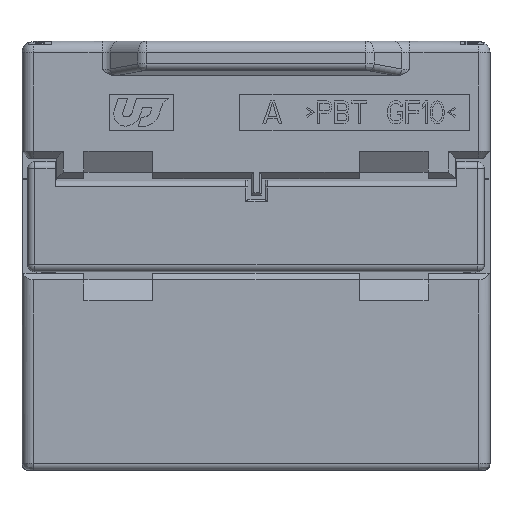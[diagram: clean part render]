
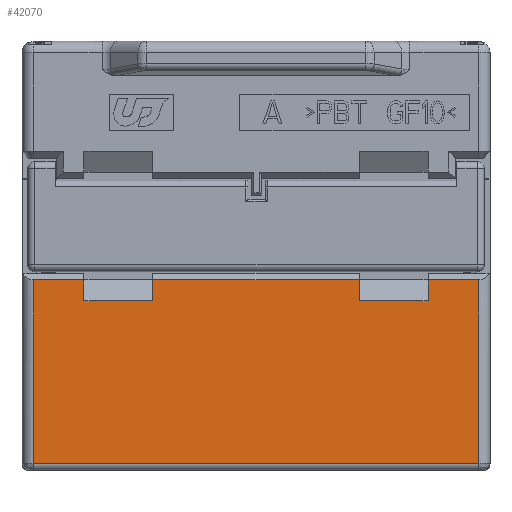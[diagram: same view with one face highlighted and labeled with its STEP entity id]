
A CAD part, top view. The second image highlights one B-rep face of the part: STEP entity #42070.
In plain terms, the highlighted planar face has unit normal (0, 0, 1).
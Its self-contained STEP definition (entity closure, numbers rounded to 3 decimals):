
#13596=DIRECTION('',(0.,1.,0.));
#13597=VECTOR('',#13596,0.9);
#13598=CARTESIAN_POINT('',(-4.5,7.4,4.2));
#13599=LINE('',#13598,#13597);
#13600=DIRECTION('',(1.,0.,0.));
#13601=VECTOR('',#13600,9.);
#13602=CARTESIAN_POINT('',(-4.5,8.3,4.2));
#13603=LINE('',#13602,#13601);
#13604=DIRECTION('',(0.,1.,0.));
#13605=VECTOR('',#13604,0.9);
#13606=CARTESIAN_POINT('',(4.5,7.4,4.2));
#13607=LINE('',#13606,#13605);
#13608=DIRECTION('',(1.,0.,0.));
#13609=VECTOR('',#13608,3.);
#13610=CARTESIAN_POINT('',(4.5,7.4,4.2));
#13611=LINE('',#13610,#13609);
#13612=DIRECTION('',(0.,1.,0.));
#13613=VECTOR('',#13612,0.9);
#13614=CARTESIAN_POINT('',(7.5,7.4,4.2));
#13615=LINE('',#13614,#13613);
#13616=DIRECTION('',(1.,0.,0.));
#13617=VECTOR('',#13616,2.2);
#13618=CARTESIAN_POINT('',(7.5,8.3,4.2));
#13619=LINE('',#13618,#13617);
#13620=DIRECTION('',(0.,-1.,0.));
#13621=VECTOR('',#13620,8.);
#13622=CARTESIAN_POINT('',(9.7,8.3,4.2));
#13623=LINE('',#13622,#13621);
#13624=DIRECTION('',(-1.,0.,0.));
#13625=VECTOR('',#13624,19.4);
#13626=CARTESIAN_POINT('',(9.7,0.3,4.2));
#13627=LINE('',#13626,#13625);
#13628=DIRECTION('',(0.,-1.,0.));
#13629=VECTOR('',#13628,8.);
#13630=CARTESIAN_POINT('',(-9.7,8.3,4.2));
#13631=LINE('',#13630,#13629);
#13632=DIRECTION('',(1.,0.,0.));
#13633=VECTOR('',#13632,2.2);
#13634=CARTESIAN_POINT('',(-9.7,8.3,4.2));
#13635=LINE('',#13634,#13633);
#13636=DIRECTION('',(0.,1.,0.));
#13637=VECTOR('',#13636,0.9);
#13638=CARTESIAN_POINT('',(-7.5,7.4,4.2));
#13639=LINE('',#13638,#13637);
#13640=DIRECTION('',(-1.,0.,0.));
#13641=VECTOR('',#13640,3.);
#13642=CARTESIAN_POINT('',(-4.5,7.4,4.2));
#13643=LINE('',#13642,#13641);
#18812=CARTESIAN_POINT('',(9.7,0.3,4.2));
#18813=CARTESIAN_POINT('',(-9.7,0.3,4.2));
#18814=VERTEX_POINT('',#18812);
#18815=VERTEX_POINT('',#18813);
#18868=CARTESIAN_POINT('',(-9.7,8.3,4.2));
#18869=VERTEX_POINT('',#18868);
#19159=CARTESIAN_POINT('',(4.5,7.4,4.2));
#19160=CARTESIAN_POINT('',(4.5,8.3,4.2));
#19161=VERTEX_POINT('',#19159);
#19162=VERTEX_POINT('',#19160);
#19167=CARTESIAN_POINT('',(7.5,7.4,4.2));
#19168=CARTESIAN_POINT('',(7.5,8.3,4.2));
#19169=VERTEX_POINT('',#19167);
#19170=VERTEX_POINT('',#19168);
#19175=CARTESIAN_POINT('',(-4.5,7.4,4.2));
#19176=CARTESIAN_POINT('',(-4.5,8.3,4.2));
#19177=VERTEX_POINT('',#19175);
#19178=VERTEX_POINT('',#19176);
#19183=CARTESIAN_POINT('',(-7.5,7.4,4.2));
#19184=CARTESIAN_POINT('',(-7.5,8.3,4.2));
#19185=VERTEX_POINT('',#19183);
#19186=VERTEX_POINT('',#19184);
#19971=CARTESIAN_POINT('',(9.7,8.3,4.2));
#19972=VERTEX_POINT('',#19971);
#42039=CARTESIAN_POINT('',(-10.2,0.,4.2));
#42040=DIRECTION('',(0.,0.,1.));
#42041=DIRECTION('',(1.,0.,0.));
#42042=AXIS2_PLACEMENT_3D('',#42039,#42040,#42041);
#42043=PLANE('',#42042);
#42045=ORIENTED_EDGE('',*,*,#42044,.T.);
#42047=ORIENTED_EDGE('',*,*,#42046,.T.);
#42049=ORIENTED_EDGE('',*,*,#42048,.F.);
#42051=ORIENTED_EDGE('',*,*,#42050,.T.);
#42053=ORIENTED_EDGE('',*,*,#42052,.T.);
#42055=ORIENTED_EDGE('',*,*,#42054,.T.);
#42057=ORIENTED_EDGE('',*,*,#42056,.T.);
#42059=ORIENTED_EDGE('',*,*,#42058,.T.);
#42061=ORIENTED_EDGE('',*,*,#42060,.F.);
#42063=ORIENTED_EDGE('',*,*,#42062,.T.);
#42065=ORIENTED_EDGE('',*,*,#42064,.F.);
#42067=ORIENTED_EDGE('',*,*,#42066,.F.);
#42068=EDGE_LOOP('',(#42045,#42047,#42049,#42051,#42053,#42055,#42057,#42059,
#42061,#42063,#42065,#42067));
#42069=FACE_OUTER_BOUND('',#42068,.F.);
#42070=ADVANCED_FACE('',(#42069),#42043,.T.);
#42044=EDGE_CURVE('',#19177,#19178,#13599,.T.);
#42046=EDGE_CURVE('',#19178,#19162,#13603,.T.);
#42048=EDGE_CURVE('',#19161,#19162,#13607,.T.);
#42050=EDGE_CURVE('',#19161,#19169,#13611,.T.);
#42052=EDGE_CURVE('',#19169,#19170,#13615,.T.);
#42054=EDGE_CURVE('',#19170,#19972,#13619,.T.);
#42056=EDGE_CURVE('',#19972,#18814,#13623,.T.);
#42058=EDGE_CURVE('',#18814,#18815,#13627,.T.);
#42060=EDGE_CURVE('',#18869,#18815,#13631,.T.);
#42062=EDGE_CURVE('',#18869,#19186,#13635,.T.);
#42064=EDGE_CURVE('',#19185,#19186,#13639,.T.);
#42066=EDGE_CURVE('',#19177,#19185,#13643,.T.);
